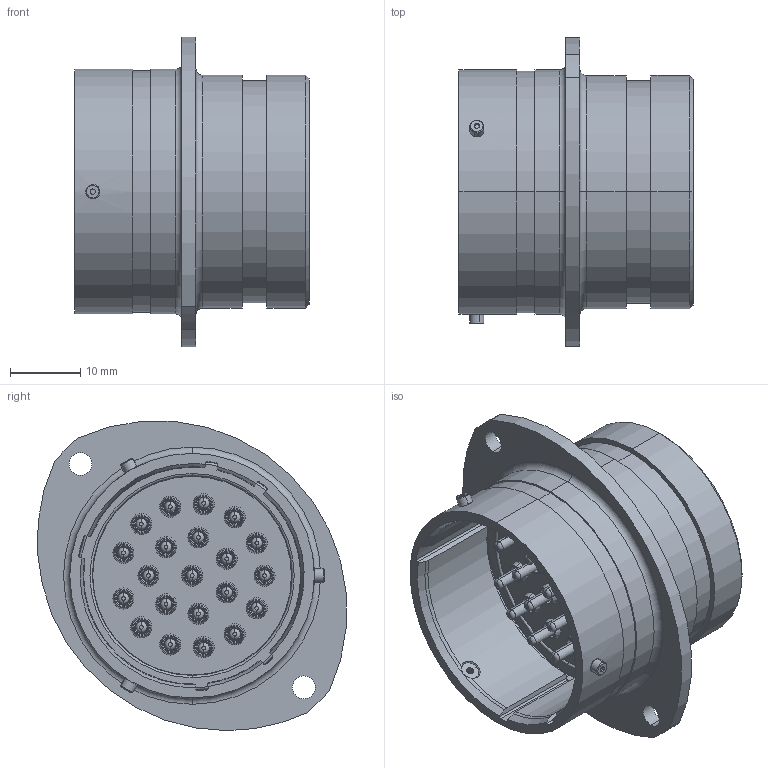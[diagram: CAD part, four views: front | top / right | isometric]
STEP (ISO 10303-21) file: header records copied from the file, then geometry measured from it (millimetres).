
FILE_DESCRIPTION (( 'STEP AP214' ), '1' );
FILE_NAME ('AS022-21PD.STEP', '2022-02-02T11:29:41', ( '' ), ( '' ), 'SwSTEP 2.0', 'SolidWorks 2020', '' );
FILE_SCHEMA (( 'AUTOMOTIVE_DESIGN' ));
Length unit declared in the file: millimetre
Products named in the file (1): AS022-21PD
Bounding box: 33.31 x 43.94 x 44 mm (x, y, z)
Volume: 18335.4 mm3; surface area: 18628.9 mm2
Topology: 30 solids, 30 shells, 1210 faces, 2542 edges, 1465 vertices
Faces by surface type: torus 484, cylinder 317, cone 230, plane 159, sphere 20
Entity records: 46362 total; most frequent: DIRECTION 6784, CARTESIAN_POINT 5509, ORIENTED_EDGE 5032, AXIS2_PLACEMENT_3D 3103, EDGE_CURVE 2516, CIRCLE 1896, VERTEX_POINT 1453, EDGE_LOOP 1389
